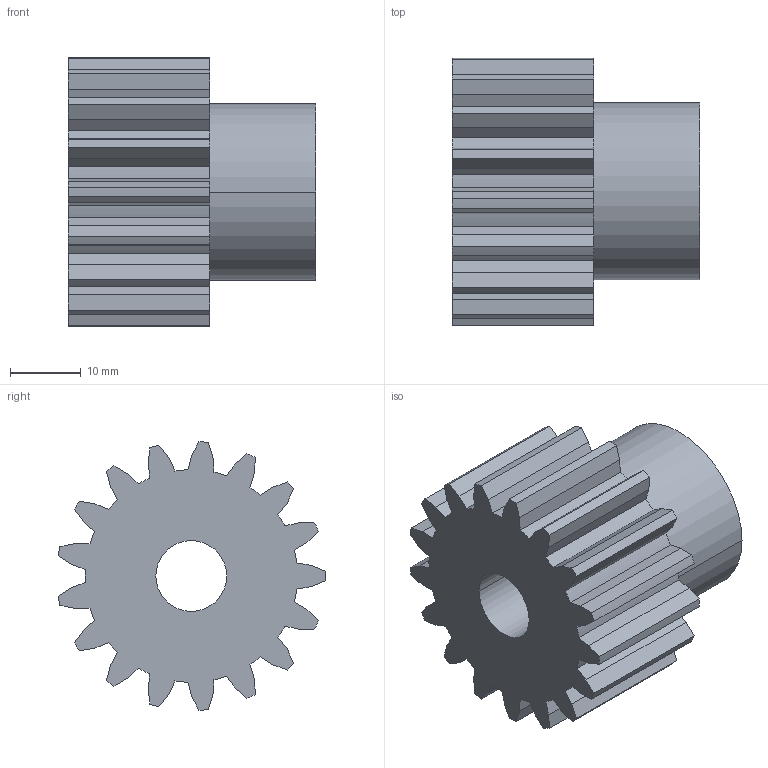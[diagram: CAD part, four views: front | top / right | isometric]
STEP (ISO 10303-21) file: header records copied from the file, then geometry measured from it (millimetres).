
FILE_DESCRIPTION( ( '' ), '1' );
FILE_NAME( '23111017.stp', '2007-11-07T03:04:22', ( '' ), ( '' ), ' ', ' ', ' ' );
FILE_SCHEMA( ( 'automotive_design' ) );
Length unit declared in the file: millimetre
Products named in the file (1): 1
Bounding box: 35 x 37.79 x 37.94 mm (x, y, z)
Volume: 22506.2 mm3; surface area: 7911.4 mm2
Topology: 1 solids, 1 shells, 109 faces, 318 edges, 212 vertices
Faces by surface type: plane 71, cylinder 38
Entity records: 7158 total; most frequent: STYLED_ITEM 640, PRESENTATION_STYLE_ASSIGNMENT 640, CARTESIAN_POINT 640, COLOUR_RGB 640, ORIENTED_EDGE 636, DIRECTION 614, EDGE_CURVE 318, CURVE_STYLE 318
